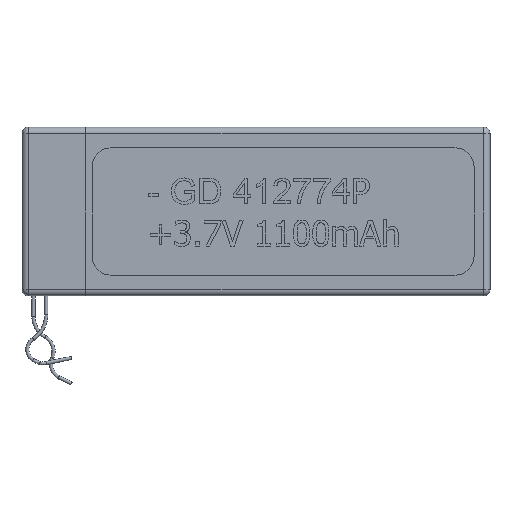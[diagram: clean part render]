
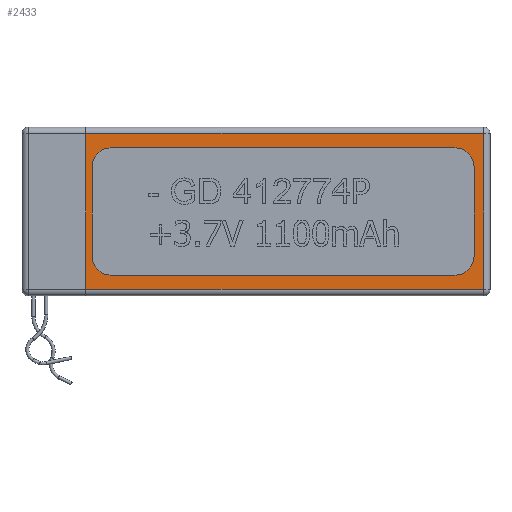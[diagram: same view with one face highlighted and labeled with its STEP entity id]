
A CAD part, top view. The second image highlights one B-rep face of the part: STEP entity #2433.
In plain terms, the highlighted planar face has unit normal (0, 0, 1).
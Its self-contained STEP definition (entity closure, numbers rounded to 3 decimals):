
#186=LINE('',#3994,#386);
#187=LINE('',#3998,#387);
#188=LINE('',#4002,#388);
#189=LINE('',#4006,#389);
#203=LINE('',#4072,#403);
#214=LINE('',#4118,#414);
#216=LINE('',#4121,#416);
#219=LINE('',#4125,#419);
#386=VECTOR('',#2836,54.);
#387=VECTOR('',#2839,14.);
#388=VECTOR('',#2842,54.);
#389=VECTOR('',#2845,14.);
#403=VECTOR('',#2931,24.5);
#414=VECTOR('',#2988,62.5);
#416=VECTOR('',#2992,24.5);
#419=VECTOR('',#2997,62.5);
#470=PLANE('',#2561);
#622=FACE_BOUND('',#822,.T.);
#701=FACE_OUTER_BOUND('',#821,.T.);
#821=EDGE_LOOP('',(#2241,#2242,#2243,#2244));
#822=EDGE_LOOP('',(#2245,#2246,#2247,#2248,#2249,#2250,#2251,#2252));
#836=CIRCLE('',#2490,3.);
#837=CIRCLE('',#2491,3.);
#838=CIRCLE('',#2492,3.);
#839=CIRCLE('',#2493,3.);
#1152=VERTEX_POINT('',#3992);
#1153=VERTEX_POINT('',#3993);
#1154=VERTEX_POINT('',#3995);
#1155=VERTEX_POINT('',#3997);
#1156=VERTEX_POINT('',#3999);
#1157=VERTEX_POINT('',#4001);
#1158=VERTEX_POINT('',#4003);
#1159=VERTEX_POINT('',#4005);
#1171=VERTEX_POINT('',#4048);
#1174=VERTEX_POINT('',#4064);
#1177=VERTEX_POINT('',#4076);
#1183=VERTEX_POINT('',#4096);
#1475=EDGE_CURVE('',#1152,#1153,#186,.T.);
#1476=EDGE_CURVE('',#1154,#1153,#836,.T.);
#1477=EDGE_CURVE('',#1155,#1154,#187,.T.);
#1478=EDGE_CURVE('',#1156,#1155,#837,.T.);
#1479=EDGE_CURVE('',#1157,#1156,#188,.T.);
#1480=EDGE_CURVE('',#1157,#1158,#838,.T.);
#1481=EDGE_CURVE('',#1158,#1159,#189,.T.);
#1482=EDGE_CURVE('',#1159,#1152,#839,.T.);
#1512=EDGE_CURVE('',#1171,#1174,#203,.T.);
#1535=EDGE_CURVE('',#1171,#1183,#214,.T.);
#1537=EDGE_CURVE('',#1183,#1177,#216,.T.);
#1540=EDGE_CURVE('',#1177,#1174,#219,.T.);
#2241=ORIENTED_EDGE('',*,*,#1535,.F.);
#2242=ORIENTED_EDGE('',*,*,#1512,.T.);
#2243=ORIENTED_EDGE('',*,*,#1540,.F.);
#2244=ORIENTED_EDGE('',*,*,#1537,.F.);
#2245=ORIENTED_EDGE('',*,*,#1482,.F.);
#2246=ORIENTED_EDGE('',*,*,#1481,.F.);
#2247=ORIENTED_EDGE('',*,*,#1480,.F.);
#2248=ORIENTED_EDGE('',*,*,#1479,.T.);
#2249=ORIENTED_EDGE('',*,*,#1478,.T.);
#2250=ORIENTED_EDGE('',*,*,#1477,.T.);
#2251=ORIENTED_EDGE('',*,*,#1476,.T.);
#2252=ORIENTED_EDGE('',*,*,#1475,.F.);
#2433=ADVANCED_FACE('',(#701,#622),#470,.T.);
#2490=AXIS2_PLACEMENT_3D('',#3996,#2837,#2838);
#2491=AXIS2_PLACEMENT_3D('',#4000,#2840,#2841);
#2492=AXIS2_PLACEMENT_3D('',#4004,#2843,#2844);
#2493=AXIS2_PLACEMENT_3D('',#4007,#2846,#2847);
#2561=AXIS2_PLACEMENT_3D('',#4135,#3014,#3015);
#2836=DIRECTION('',(-1.,0.,0.));
#2837=DIRECTION('center_axis',(0.,0.,-1.));
#2838=DIRECTION('ref_axis',(0.,-1.,0.));
#2839=DIRECTION('',(0.,1.,0.));
#2840=DIRECTION('center_axis',(0.,0.,-1.));
#2841=DIRECTION('ref_axis',(1.,0.,0.));
#2842=DIRECTION('',(-1.,0.,0.));
#2843=DIRECTION('center_axis',(0.,0.,1.));
#2844=DIRECTION('ref_axis',(0.,1.,0.));
#2845=DIRECTION('',(0.,1.,0.));
#2846=DIRECTION('center_axis',(0.,0.,1.));
#2847=DIRECTION('ref_axis',(-1.,0.,0.));
#2931=DIRECTION('',(0.,-1.,0.));
#2988=DIRECTION('',(1.,0.,0.));
#2992=DIRECTION('',(0.,-1.,0.));
#2997=DIRECTION('',(-1.,0.,0.));
#3014=DIRECTION('center_axis',(0.,0.,1.));
#3015=DIRECTION('ref_axis',(1.,0.,0.));
#3992=CARTESIAN_POINT('',(31.25,10.,1.85));
#3993=CARTESIAN_POINT('',(-22.75,10.,1.85));
#3994=CARTESIAN_POINT('',(-22.75,10.,1.85));
#3995=CARTESIAN_POINT('',(-25.75,7.,1.85));
#3996=CARTESIAN_POINT('Origin',(-22.75,7.,1.85));
#3997=CARTESIAN_POINT('',(-25.75,-7.,1.85));
#3998=CARTESIAN_POINT('',(-25.75,3.5,1.85));
#3999=CARTESIAN_POINT('',(-22.75,-10.,1.85));
#4000=CARTESIAN_POINT('Origin',(-22.75,-7.,1.85));
#4001=CARTESIAN_POINT('',(31.25,-10.,1.85));
#4002=CARTESIAN_POINT('',(-8.875,-10.,1.85));
#4003=CARTESIAN_POINT('',(34.25,-7.,1.85));
#4004=CARTESIAN_POINT('Origin',(31.25,-7.,1.85));
#4005=CARTESIAN_POINT('',(34.25,7.,1.85));
#4006=CARTESIAN_POINT('',(34.25,7.,1.85));
#4007=CARTESIAN_POINT('Origin',(31.25,7.,1.85));
#4048=CARTESIAN_POINT('',(-26.75,12.25,1.85));
#4064=CARTESIAN_POINT('',(-26.75,-12.25,1.85));
#4072=CARTESIAN_POINT('',(-26.75,13.25,1.85));
#4076=CARTESIAN_POINT('',(35.75,-12.25,1.85));
#4096=CARTESIAN_POINT('',(35.75,12.25,1.85));
#4118=CARTESIAN_POINT('',(20.875,12.25,1.85));
#4121=CARTESIAN_POINT('',(35.75,-6.625,1.85));
#4125=CARTESIAN_POINT('',(-10.875,-12.25,1.85));
#4135=CARTESIAN_POINT('Origin',(5.,0.,1.85));
